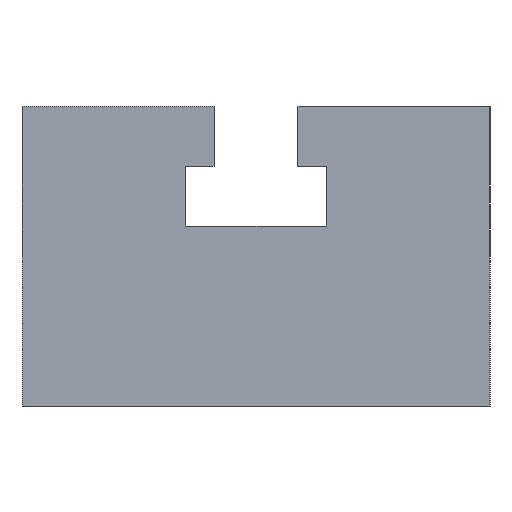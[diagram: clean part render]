
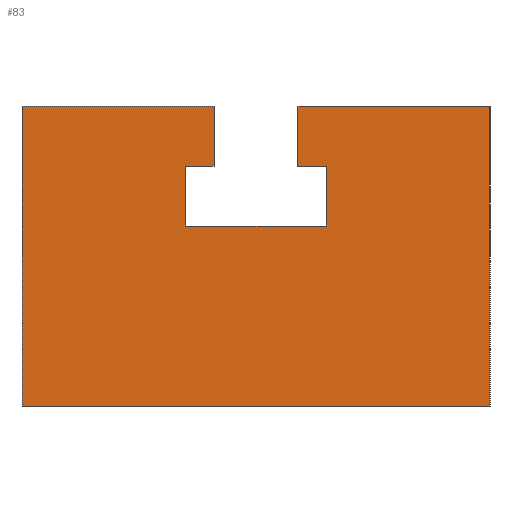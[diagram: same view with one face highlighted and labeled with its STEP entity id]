
A CAD part, left-side view. The second image highlights one B-rep face of the part: STEP entity #83.
In plain terms, the highlighted planar face has unit normal (-1, 0, 0).
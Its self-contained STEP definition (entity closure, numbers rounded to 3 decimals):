
#83 = ADVANCED_FACE( '', ( #147 ), #148, .F. );
#147 = FACE_OUTER_BOUND( '', #271, .T. );
#148 = PLANE( '', #272 );
#271 = EDGE_LOOP( '', ( #447, #448, #449, #450, #451, #452, #453, #454, #455, #456, #457, #458 ) );
#272 = AXIS2_PLACEMENT_3D( '', #459, #460, #461 );
#447 = ORIENTED_EDGE( '', *, *, #860, .F. );
#448 = ORIENTED_EDGE( '', *, *, #866, .F. );
#449 = ORIENTED_EDGE( '', *, *, #867, .F. );
#450 = ORIENTED_EDGE( '', *, *, #868, .F. );
#451 = ORIENTED_EDGE( '', *, *, #869, .F. );
#452 = ORIENTED_EDGE( '', *, *, #870, .F. );
#453 = ORIENTED_EDGE( '', *, *, #871, .F. );
#454 = ORIENTED_EDGE( '', *, *, #872, .F. );
#455 = ORIENTED_EDGE( '', *, *, #873, .F. );
#456 = ORIENTED_EDGE( '', *, *, #874, .F. );
#457 = ORIENTED_EDGE( '', *, *, #875, .F. );
#458 = ORIENTED_EDGE( '', *, *, #876, .F. );
#459 = CARTESIAN_POINT( '', ( -20., 0., 0. ) );
#460 = DIRECTION( '', ( 1., 0., 0. ) );
#461 = DIRECTION( '', ( 0., 0., -1. ) );
#860 = EDGE_CURVE( '', #1032, #1034, #1035, .T. );
#866 = EDGE_CURVE( '', #1043, #1032, #1045, .T. );
#867 = EDGE_CURVE( '', #1046, #1043, #1047, .T. );
#868 = EDGE_CURVE( '', #1048, #1046, #1049, .T. );
#869 = EDGE_CURVE( '', #1050, #1048, #1051, .T. );
#870 = EDGE_CURVE( '', #1052, #1050, #1053, .T. );
#871 = EDGE_CURVE( '', #1054, #1052, #1055, .T. );
#872 = EDGE_CURVE( '', #1056, #1054, #1057, .T. );
#873 = EDGE_CURVE( '', #1058, #1056, #1059, .T. );
#874 = EDGE_CURVE( '', #1060, #1058, #1061, .T. );
#875 = EDGE_CURVE( '', #1062, #1060, #1063, .T. );
#876 = EDGE_CURVE( '', #1034, #1062, #1064, .T. );
#1032 = VERTEX_POINT( '', #1302 );
#1034 = VERTEX_POINT( '', #1305 );
#1035 = LINE( '', #1306, #1307 );
#1043 = VERTEX_POINT( '', #1318 );
#1045 = LINE( '', #1321, #1322 );
#1046 = VERTEX_POINT( '', #1323 );
#1047 = LINE( '', #1324, #1325 );
#1048 = VERTEX_POINT( '', #1326 );
#1049 = LINE( '', #1327, #1328 );
#1050 = VERTEX_POINT( '', #1329 );
#1051 = LINE( '', #1330, #1331 );
#1052 = VERTEX_POINT( '', #1332 );
#1053 = LINE( '', #1333, #1334 );
#1054 = VERTEX_POINT( '', #1335 );
#1055 = LINE( '', #1336, #1337 );
#1056 = VERTEX_POINT( '', #1338 );
#1057 = LINE( '', #1339, #1340 );
#1058 = VERTEX_POINT( '', #1341 );
#1059 = LINE( '', #1342, #1343 );
#1060 = VERTEX_POINT( '', #1344 );
#1061 = LINE( '', #1345, #1346 );
#1062 = VERTEX_POINT( '', #1347 );
#1063 = LINE( '', #1348, #1349 );
#1064 = LINE( '', #1350, #1351 );
#1302 = CARTESIAN_POINT( '', ( -20., 18., 50. ) );
#1305 = CARTESIAN_POINT( '', ( -20., -14., 50. ) );
#1306 = CARTESIAN_POINT( '', ( -20., 18., 50. ) );
#1307 = VECTOR( '', #1626, 1000. );
#1318 = CARTESIAN_POINT( '', ( -20., 18., 40. ) );
#1321 = CARTESIAN_POINT( '', ( -20., 18., 40. ) );
#1322 = VECTOR( '', #1634, 1000. );
#1323 = CARTESIAN_POINT( '', ( -20., 13.25, 40. ) );
#1324 = CARTESIAN_POINT( '', ( -20., 13.25, 40. ) );
#1325 = VECTOR( '', #1635, 1000. );
#1326 = CARTESIAN_POINT( '', ( -20., 13.25, 30. ) );
#1327 = CARTESIAN_POINT( '', ( -20., 13.25, 30. ) );
#1328 = VECTOR( '', #1636, 1000. );
#1329 = CARTESIAN_POINT( '', ( -20., 36.75, 30. ) );
#1330 = CARTESIAN_POINT( '', ( -20., 36.75, 30. ) );
#1331 = VECTOR( '', #1637, 1000. );
#1332 = CARTESIAN_POINT( '', ( -20., 36.75, 40. ) );
#1333 = CARTESIAN_POINT( '', ( -20., 36.75, 40. ) );
#1334 = VECTOR( '', #1638, 1000. );
#1335 = CARTESIAN_POINT( '', ( -20., 32., 40. ) );
#1336 = CARTESIAN_POINT( '', ( -20., 32., 40. ) );
#1337 = VECTOR( '', #1639, 1000. );
#1338 = CARTESIAN_POINT( '', ( -20., 32., 50. ) );
#1339 = CARTESIAN_POINT( '', ( -20., 32., 50. ) );
#1340 = VECTOR( '', #1640, 1000. );
#1341 = CARTESIAN_POINT( '', ( -20., 64., 50. ) );
#1342 = CARTESIAN_POINT( '', ( -20., 64., 50. ) );
#1343 = VECTOR( '', #1641, 1000. );
#1344 = CARTESIAN_POINT( '', ( -20., 64., 0. ) );
#1345 = CARTESIAN_POINT( '', ( -20., 64., 0. ) );
#1346 = VECTOR( '', #1642, 1000. );
#1347 = CARTESIAN_POINT( '', ( -20., -14., 0. ) );
#1348 = CARTESIAN_POINT( '', ( -20., -14., 0. ) );
#1349 = VECTOR( '', #1643, 1000. );
#1350 = CARTESIAN_POINT( '', ( -20., -14., 50. ) );
#1351 = VECTOR( '', #1644, 1000. );
#1626 = DIRECTION( '', ( 0., -1., 0. ) );
#1634 = DIRECTION( '', ( 0., 0., 1. ) );
#1635 = DIRECTION( '', ( 0., 1., 0. ) );
#1636 = DIRECTION( '', ( 0., 0., 1. ) );
#1637 = DIRECTION( '', ( 0., -1., 0. ) );
#1638 = DIRECTION( '', ( 0., 0., -1. ) );
#1639 = DIRECTION( '', ( 0., 1., 0. ) );
#1640 = DIRECTION( '', ( 0., 0., -1. ) );
#1641 = DIRECTION( '', ( 0., -1., 0. ) );
#1642 = DIRECTION( '', ( 0., 0., 1. ) );
#1643 = DIRECTION( '', ( 0., 1., 0. ) );
#1644 = DIRECTION( '', ( 0., 0., -1. ) );
